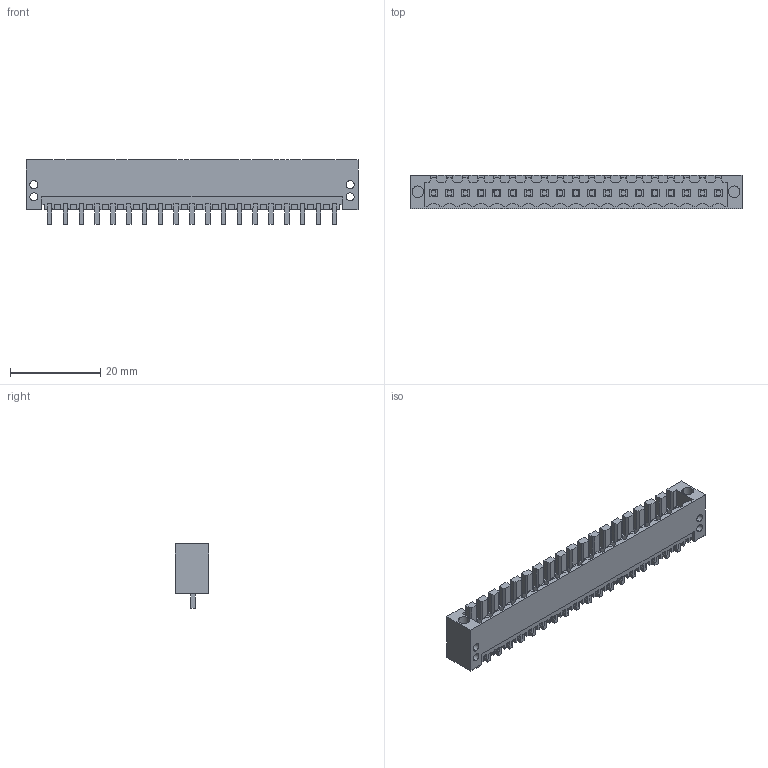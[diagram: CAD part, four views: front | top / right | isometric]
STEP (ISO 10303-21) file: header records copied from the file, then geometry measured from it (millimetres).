
FILE_DESCRIPTION(('CATIA V5 STEP Exchange','CAx-IF Rec.Pracs.--- Model Styling and Organization---1.2---2011-12-15'),'2;1');
FILE_NAME ('D1453686_0_1622200000_1622200000.stp','2018-03-12T07:13:08+00:00',('none'),('Weidmueller'),'CATIA Version 5-6 Release 2014','CATIA V5 STEP AP214','none');
FILE_SCHEMA(('AUTOMOTIVE_DESIGN { 1 0 10303 214 1 1 1 1 }'));
Length unit declared in the file: millimetre
Products named in the file (1): 1622200000
Bounding box: 73.5 x 7.45 x 14.25 mm (x, y, z)
Volume: 2454.1 mm3; surface area: 6481.5 mm2
Topology: 20 solids, 20 shells, 1113 faces, 3230 edges, 2180 vertices
Faces by surface type: plane 1072, cylinder 41
Entity records: 34635 total; most frequent: ORIENTED_EDGE 6452, CARTESIAN_POINT 6068, DIRECTION 4450, EDGE_CURVE 3226, VECTOR 3144, LINE 3144, VERTEX_POINT 2178, EDGE_LOOP 1190
